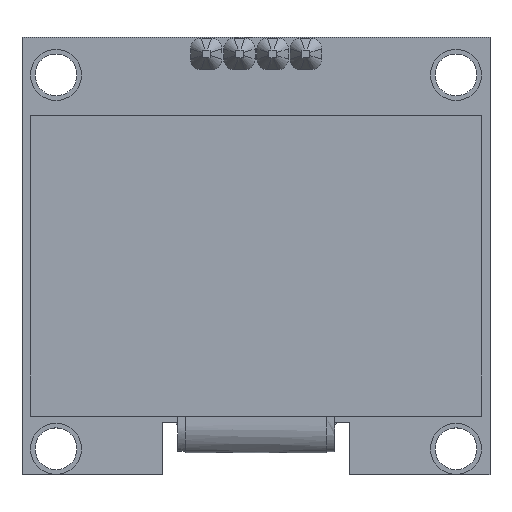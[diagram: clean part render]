
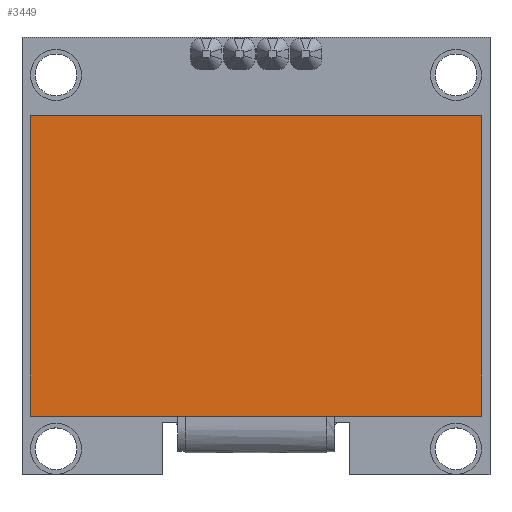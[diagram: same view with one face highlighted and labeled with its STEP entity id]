
A CAD part, top view. The second image highlights one B-rep face of the part: STEP entity #3449.
In plain terms, the highlighted planar face has unit normal (0, 0, 1).
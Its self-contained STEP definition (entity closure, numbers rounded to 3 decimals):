
#291=PLANE('',#3664);
#464=FACE_OUTER_BOUND('',#681,.T.);
#681=EDGE_LOOP('',(#3072,#3073,#3074,#3075));
#1008=LINE('',#6498,#1351);
#1011=LINE('',#6504,#1354);
#1014=LINE('',#6510,#1357);
#1017=LINE('',#6514,#1360);
#1351=VECTOR('',#4337,10.);
#1354=VECTOR('',#4342,10.);
#1357=VECTOR('',#4347,10.);
#1360=VECTOR('',#4352,10.);
#1720=VERTEX_POINT('',#6495);
#1721=VERTEX_POINT('',#6497);
#1723=VERTEX_POINT('',#6503);
#1725=VERTEX_POINT('',#6509);
#2170=EDGE_CURVE('',#1721,#1720,#1008,.T.);
#2173=EDGE_CURVE('',#1723,#1721,#1011,.T.);
#2176=EDGE_CURVE('',#1725,#1723,#1014,.T.);
#2179=EDGE_CURVE('',#1720,#1725,#1017,.T.);
#3072=ORIENTED_EDGE('',*,*,#2179,.T.);
#3073=ORIENTED_EDGE('',*,*,#2176,.T.);
#3074=ORIENTED_EDGE('',*,*,#2173,.T.);
#3075=ORIENTED_EDGE('',*,*,#2170,.T.);
#3449=ADVANCED_FACE('',(#464),#291,.T.);
#3664=AXIS2_PLACEMENT_3D('',#6515,#4353,#4354);
#4337=DIRECTION('',(1.,0.,0.));
#4342=DIRECTION('',(0.,-1.,0.));
#4347=DIRECTION('',(-1.,0.,0.));
#4352=DIRECTION('',(0.,1.,0.));
#4353=DIRECTION('center_axis',(0.,0.,1.));
#4354=DIRECTION('ref_axis',(1.,0.,0.));
#6495=CARTESIAN_POINT('',(17.25,-11.8,2.75));
#6497=CARTESIAN_POINT('',(-17.25,-11.8,2.75));
#6498=CARTESIAN_POINT('',(-8.625,-11.8,2.75));
#6503=CARTESIAN_POINT('',(-17.25,11.2,2.75));
#6504=CARTESIAN_POINT('',(-17.25,5.45,2.75));
#6509=CARTESIAN_POINT('',(17.25,11.2,2.75));
#6510=CARTESIAN_POINT('',(8.625,11.2,2.75));
#6514=CARTESIAN_POINT('',(17.25,-6.05,2.75));
#6515=CARTESIAN_POINT('Origin',(0.,-0.3,2.75));
